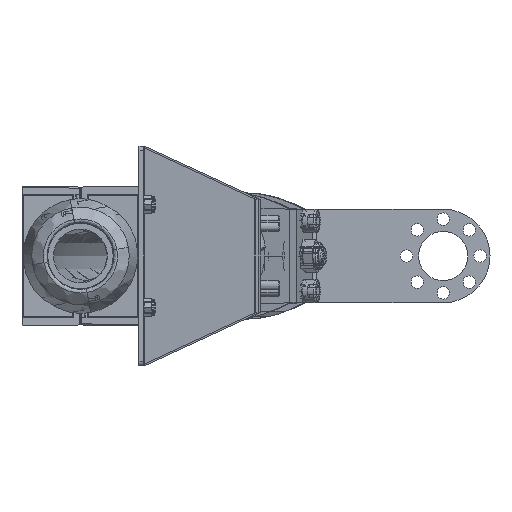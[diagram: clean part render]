
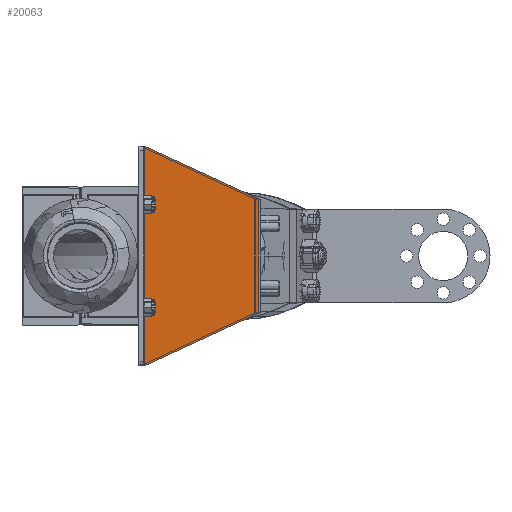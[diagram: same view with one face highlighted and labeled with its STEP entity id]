
A CAD part, left-side view. The second image highlights one B-rep face of the part: STEP entity #20063.
In plain terms, the highlighted planar face has unit normal (-0.574, -0.819, 0).
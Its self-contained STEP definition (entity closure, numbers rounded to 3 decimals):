
#583 = DIRECTION ( 'NONE',  ( -0.792, 0.554, 0.256 ) ) ;
#3388 = EDGE_LOOP ( 'NONE', ( #42305, #21039, #44151, #20788 ) ) ;
#3916 = CARTESIAN_POINT ( 'NONE',  ( 127.479, 1016.738, -47. ) ) ;
#5421 = VECTOR ( 'NONE', #45530, 1000. ) ;
#6763 = VERTEX_POINT ( 'NONE', #29669 ) ;
#7015 = AXIS2_PLACEMENT_3D ( 'NONE', #9838, #40926, #14315 ) ;
#7528 = CARTESIAN_POINT ( 'NONE',  ( 197.336, 967.823, -47. ) ) ;
#9838 = CARTESIAN_POINT ( 'NONE',  ( 197.853, 967.462, -47. ) ) ;
#10472 = CARTESIAN_POINT ( 'NONE',  ( 193.247, 970.687, -25.752 ) ) ;
#12674 = CARTESIAN_POINT ( 'NONE',  ( 197.336, 967.823, -24.431 ) ) ;
#14315 = DIRECTION ( 'NONE',  ( 0.819, -0.574, 0. ) ) ;
#18883 = CARTESIAN_POINT ( 'NONE',  ( 127.479, 1016.738, -47. ) ) ;
#20063 = ADVANCED_FACE ( 'NONE', ( #27270 ), #32021, .F. ) ;
#20788 = ORIENTED_EDGE ( 'NONE', *, *, #45251, .T. ) ;
#21039 = ORIENTED_EDGE ( 'NONE', *, *, #56378, .F. ) ;
#21994 = VERTEX_POINT ( 'NONE', #33334 ) ;
#27270 = FACE_OUTER_BOUND ( 'NONE', #3388, .T. ) ;
#27628 = VERTEX_POINT ( 'NONE', #3916 ) ;
#29669 = CARTESIAN_POINT ( 'NONE',  ( 197.336, 967.823, 24.431 ) ) ;
#32017 = VECTOR ( 'NONE', #583, 1000. ) ;
#32021 = PLANE ( 'NONE',  #7015 ) ;
#33246 = DIRECTION ( 'NONE',  ( 0.792, -0.554, 0.256 ) ) ;
#33334 = CARTESIAN_POINT ( 'NONE',  ( 127.479, 1016.738, 47. ) ) ;
#33626 = VECTOR ( 'NONE', #43078, 1000. ) ;
#34902 = LINE ( 'NONE', #10472, #46725 ) ;
#40901 = LINE ( 'NONE', #18883, #5421 ) ;
#40926 = DIRECTION ( 'NONE',  ( 0.574, 0.819, 0. ) ) ;
#42305 = ORIENTED_EDGE ( 'NONE', *, *, #48293, .T. ) ;
#43078 = DIRECTION ( 'NONE',  ( 0., 0., 1. ) ) ;
#44151 = ORIENTED_EDGE ( 'NONE', *, *, #52306, .T. ) ;
#45251 = EDGE_CURVE ( 'NONE', #49739, #6763, #57404, .T. ) ;
#45530 = DIRECTION ( 'NONE',  ( 0., 0., 1. ) ) ;
#46725 = VECTOR ( 'NONE', #33246, 1000. ) ;
#48293 = EDGE_CURVE ( 'NONE', #6763, #21994, #55756, .T. ) ;
#49237 = CARTESIAN_POINT ( 'NONE',  ( 212.291, 957.352, 19.6 ) ) ;
#49739 = VERTEX_POINT ( 'NONE', #12674 ) ;
#52306 = EDGE_CURVE ( 'NONE', #27628, #49739, #34902, .T. ) ;
#55756 = LINE ( 'NONE', #49237, #32017 ) ;
#56378 = EDGE_CURVE ( 'NONE', #27628, #21994, #40901, .T. ) ;
#57404 = LINE ( 'NONE', #7528, #33626 ) ;
